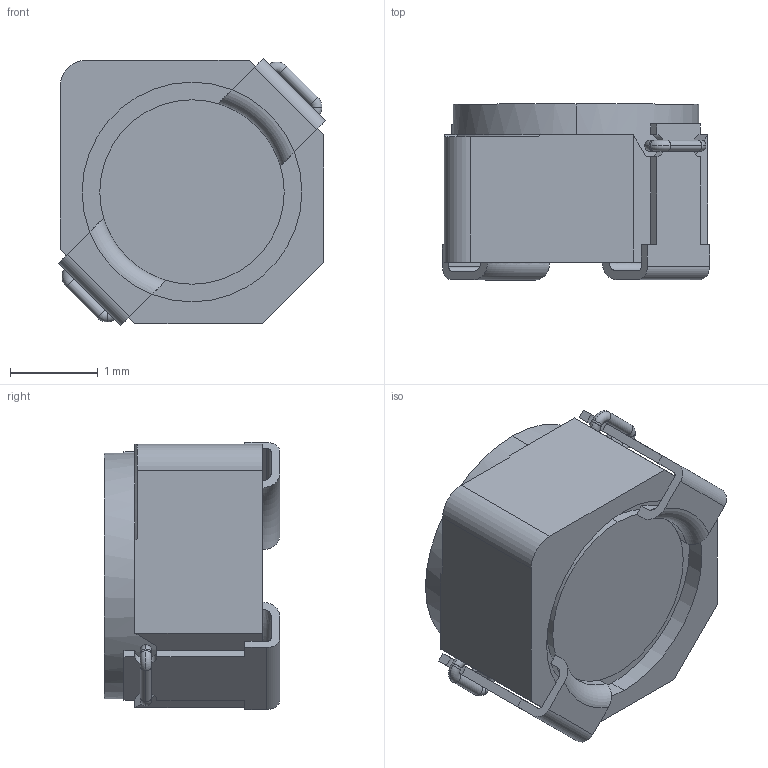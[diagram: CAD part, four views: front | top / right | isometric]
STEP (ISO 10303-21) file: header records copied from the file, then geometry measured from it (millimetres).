
FILE_DESCRIPTION (( 'STEP AP214' ), '1' );
FILE_NAME ('CDRH2D18_LDNP-470N.STEP', '2022-11-17T01:03:00', ( '' ), ( '' ), 'SwSTEP 2.0', 'SolidWorks 2017', '' );
FILE_SCHEMA (( 'AUTOMOTIVE_DESIGN' ));
Length unit declared in the file: millimetre
Products named in the file (1): CDRH2D18_LDNP-470N
Bounding box: 3.04 x 2 x 3.04 mm (x, y, z)
Volume: 13.5 mm3; surface area: 47.1 mm2
Topology: 5 solids, 5 shells, 121 faces, 285 edges, 176 vertices
Faces by surface type: plane 53, cylinder 43, torus 24, cone 1
Entity records: 3704 total; most frequent: CARTESIAN_POINT 801, DIRECTION 624, ORIENTED_EDGE 570, EDGE_CURVE 285, AXIS2_PLACEMENT_3D 235, VERTEX_POINT 176, VECTOR 154, LINE 154
